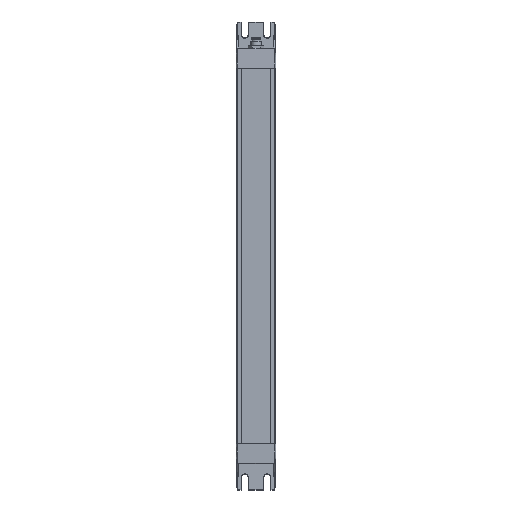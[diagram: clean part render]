
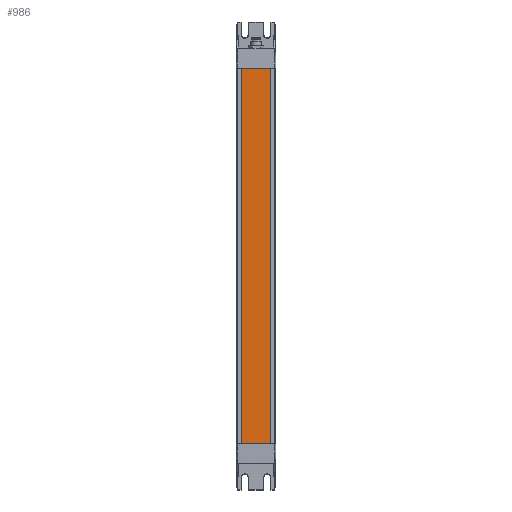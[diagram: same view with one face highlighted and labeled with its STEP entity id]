
A CAD part, top view. The second image highlights one B-rep face of the part: STEP entity #986.
In plain terms, the highlighted planar face has unit normal (0, 0, 1).
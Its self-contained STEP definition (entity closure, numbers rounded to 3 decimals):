
#959=AXIS2_PLACEMENT_3D('Plane Axis2P3D',#956,#957,#958) ;
#934=CARTESIAN_POINT('Vertex',(3.95,35.,17.4)) ;
#937=CARTESIAN_POINT('Line Origine',(3.95,177.5,17.4)) ;
#941=CARTESIAN_POINT('Vertex',(3.95,320.,17.4)) ;
#956=CARTESIAN_POINT('Axis2P3D Location',(28.584,320.,17.4)) ;
#961=CARTESIAN_POINT('Line Origine',(15.,35.,17.4)) ;
#965=CARTESIAN_POINT('Vertex',(26.05,35.,17.4)) ;
#968=CARTESIAN_POINT('Line Origine',(26.05,177.5,17.4)) ;
#972=CARTESIAN_POINT('Vertex',(26.05,320.,17.4)) ;
#975=CARTESIAN_POINT('Line Origine',(15.,320.,17.4)) ;
#938=DIRECTION('Vector Direction',(0.,1.,0.)) ;
#957=DIRECTION('Axis2P3D Direction',(0.,0.,1.)) ;
#958=DIRECTION('Axis2P3D XDirection',(-1.,0.,0.)) ;
#962=DIRECTION('Vector Direction',(-1.,0.,0.)) ;
#969=DIRECTION('Vector Direction',(0.,-1.,0.)) ;
#976=DIRECTION('Vector Direction',(1.,0.,0.)) ;
#939=VECTOR('Line Direction',#938,1.) ;
#963=VECTOR('Line Direction',#962,1.) ;
#970=VECTOR('Line Direction',#969,1.) ;
#977=VECTOR('Line Direction',#976,1.) ;
#981=ORIENTED_EDGE('',*,*,#943,.F.) ;
#982=ORIENTED_EDGE('',*,*,#967,.F.) ;
#983=ORIENTED_EDGE('',*,*,#974,.F.) ;
#984=ORIENTED_EDGE('',*,*,#979,.F.) ;
#986=ADVANCED_FACE('Hauptkoerper',(#985),#960,.T.) ;
#943=EDGE_CURVE('',#935,#942,#940,.T.) ;
#967=EDGE_CURVE('',#966,#935,#964,.T.) ;
#974=EDGE_CURVE('',#973,#966,#971,.T.) ;
#979=EDGE_CURVE('',#942,#973,#978,.T.) ;
#980=EDGE_LOOP('',(#981,#982,#983,#984)) ;
#985=FACE_OUTER_BOUND('',#980,.T.) ;
#940=LINE('Line',#937,#939) ;
#964=LINE('Line',#961,#963) ;
#971=LINE('Line',#968,#970) ;
#978=LINE('Line',#975,#977) ;
#960=PLANE('',#959) ;
#935=VERTEX_POINT('',#934) ;
#942=VERTEX_POINT('',#941) ;
#966=VERTEX_POINT('',#965) ;
#973=VERTEX_POINT('',#972) ;
